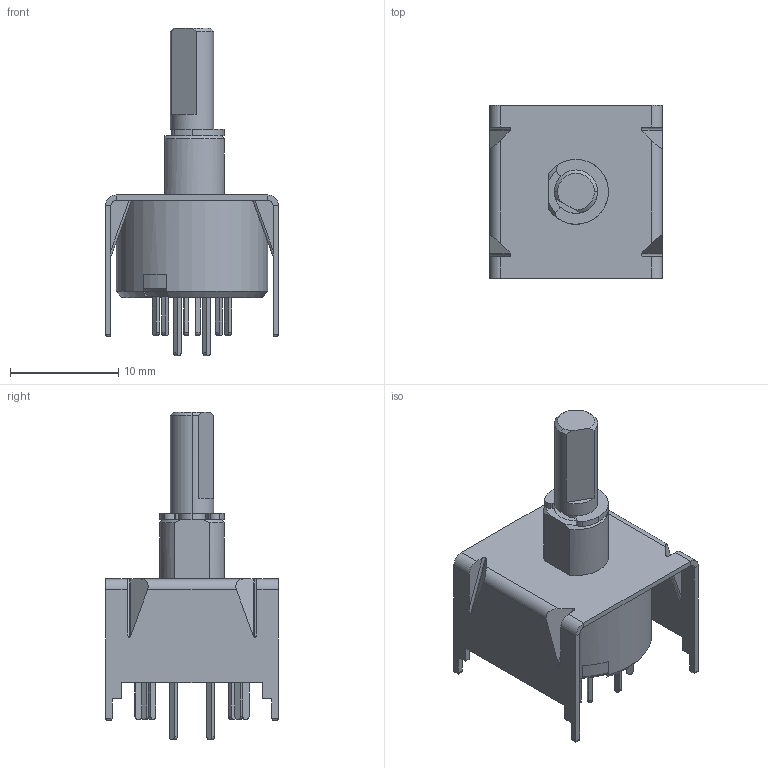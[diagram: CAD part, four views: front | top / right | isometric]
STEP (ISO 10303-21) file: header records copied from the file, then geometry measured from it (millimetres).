
FILE_DESCRIPTION (( 'STEP AP203' ), '1' );
FILE_NAME ('3ﾏ2ﾍ 33 IP40-0.STEP', '2020-09-03T07:10:11', ( '' ), ( '' ), 'SwSTEP 2.0', 'SolidWorks 2017', '' );
FILE_SCHEMA (( 'CONFIG_CONTROL_DESIGN' ));
Length unit declared in the file: millimetre
Products named in the file (20): ﾔﾈﾌﾄ-ﾝ.18.34 ﾂ琿_33; ÌÏÍ3 10Ï âûâîä-oa7; 3ﾏ2ﾍ 33 IP40-0; ÌÏÍ3 10Ï îñíîâàíèå; ÌÏÍ3 Ïðóæèíêà Ô ïðÿìàÿ; ÌÏÍ3 Êîíòàêò íà 180; �����_3�2�; 匀棠.754175.002 暑朦鲱 箫腩蝽栩咫铄; 扻錪犩 諘瀁謺鍷; ÌÏÍ3 ðîòîð 4Í; ÔÈÌÄ-Ý.18.27 Óçåë ôèêñàöèè; 櫻蠉錪2; 扻豵鵨; ﾔﾈﾌﾄ.745328.001 ﾊ煇鳫
Assembly tree (18 placements, depth 3):
  3ﾏ2ﾍ 33 IP40-0
    ÔÈÌÄ-Ý.18.27 Óçåë ôèêñàöèè
      扻豵鵨
      扻錪犩 諘瀁謺鍷
      匀棠.754175.002 暑朦鲱 箫腩蝽栩咫铄  x2
    �����_3�2�
      ÌÏÍ3 Êîíòàêò íà 180
      ÌÏÍ3 10Ï âûâîä-oa7
      ÌÏÍ3 10Ï îñíîâàíèå
      ÌÏÍ3 Êîíòàêò íà 180
      ÌÏÍ3 10Ï âûâîä-oa7
      ÌÏÍ3 10Ï âûâîä-oa7
      ÌÏÍ3 10Ï âûâîä-oa7
      ÌÏÍ3 10Ï âûâîä-oa7
      ÌÏÍ3 10Ï âûâîä-oa7
      櫻蠉錪2
    ﾔﾈﾌﾄ-ﾝ.18.34 ﾂ琿_33
    ﾔﾈﾌﾄ.745328.001 ﾊ煇鳫
  ÌÏÍ3 Ïðóæèíêà Ô ïðÿìàÿ
  ÌÏÍ3 ðîòîð 4Í
Bounding box: 16 x 16 x 30.35 mm (x, y, z)
Volume: 1305.5 mm3; surface area: 3676.3 mm2
Topology: 16 solids, 16 shells, 366 faces, 886 edges, 572 vertices
Faces by surface type: plane 204, cylinder 114, bspline 28, cone 20
Entity records: 12976 total; most frequent: CARTESIAN_POINT 2535, ORIENTED_EDGE 1756, DIRECTION 1692, EDGE_CURVE 878, LINE 570, VECTOR 570, VERTEX_POINT 568, AXIS2_PLACEMENT_3D 561
